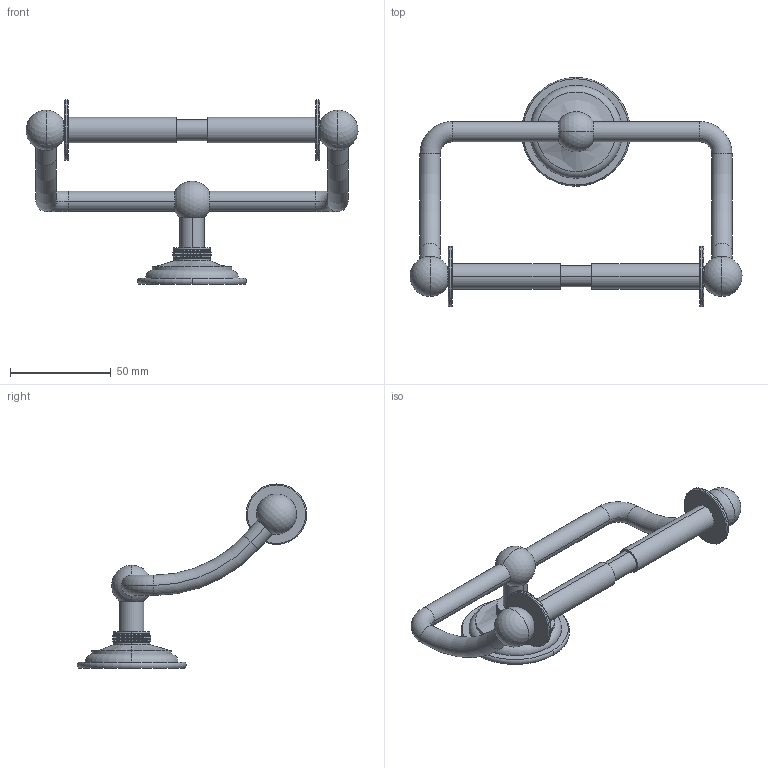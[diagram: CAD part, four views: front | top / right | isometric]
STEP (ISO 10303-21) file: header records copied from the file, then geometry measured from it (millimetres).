
FILE_DESCRIPTION((''),'2;1');
FILE_NAME('2609','2021-12-17T15:26:47',('jinson.thomas'),(''),'CREO PARAMETRIC BY PTC INC, 2018400','CREO PARAMETRIC BY PTC INC, 2018400','');
FILE_SCHEMA(('CONFIG_CONTROL_DESIGN'));
Length unit declared in the file: inch
Products named in the file (1): 2609
Bounding box: 164.63 x 113.8 x 91.3 mm (x, y, z)
Volume: 71063.5 mm3; surface area: 26470.6 mm2
Topology: 1 solids, 1 shells, 319 faces, 567 edges, 258 vertices
Faces by surface type: plane 173, bspline 82, cylinder 38, torus 20, sphere 6
Entity records: 9390 total; most frequent: CARTESIAN_POINT 3808, DIRECTION 1162, ORIENTED_EDGE 1126, EDGE_CURVE 563, AXIS2_PLACEMENT_3D 522, EDGE_LOOP 333, FACE_OUTER_BOUND 319, ADVANCED_FACE 319
